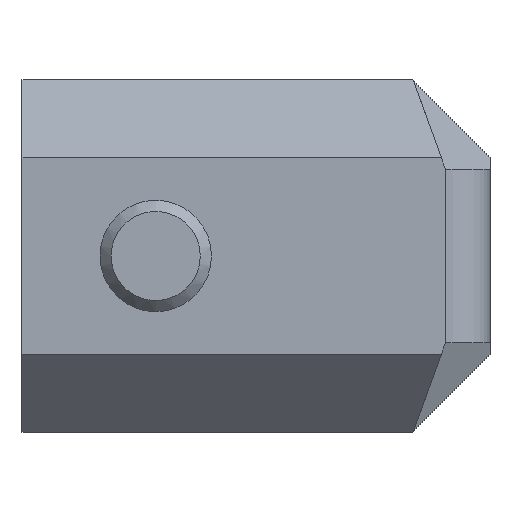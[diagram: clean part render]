
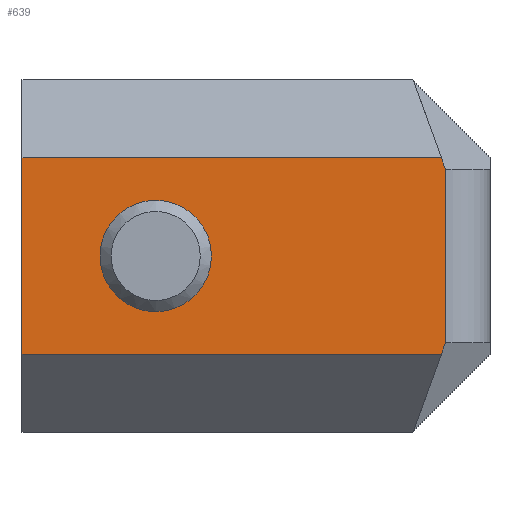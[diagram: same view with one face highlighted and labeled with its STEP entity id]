
A CAD part, front view. The second image highlights one B-rep face of the part: STEP entity #639.
In plain terms, the highlighted planar face has unit normal (0, -1, 0).
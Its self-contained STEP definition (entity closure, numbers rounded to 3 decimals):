
#639=ADVANCED_FACE('',(#720,#721),#722,.F.);
#720=FACE_BOUND('',#812,.T.);
#721=FACE_OUTER_BOUND('',#813,.T.);
#722=PLANE('',#814);
#812=EDGE_LOOP('',(#1075));
#813=EDGE_LOOP('',(#1076,#1077,#1078,#1079,#1080,#1081));
#814=AXIS2_PLACEMENT_3D('',#1082,#1083,#1084);
#1075=ORIENTED_EDGE('',*,*,#1236,.F.);
#1076=ORIENTED_EDGE('',*,*,#1223,.F.);
#1077=ORIENTED_EDGE('',*,*,#1231,.T.);
#1078=ORIENTED_EDGE('',*,*,#1237,.T.);
#1079=ORIENTED_EDGE('',*,*,#1200,.T.);
#1080=ORIENTED_EDGE('',*,*,#1173,.F.);
#1081=ORIENTED_EDGE('',*,*,#1234,.T.);
#1082=CARTESIAN_POINT('',(15.8,0.0,21.0));
#1083=DIRECTION('',(-0.0,1.0,0.0));
#1084=DIRECTION('',(1.0,0.0,0.0));
#1173=EDGE_CURVE('',#1288,#1291,#1292,.T.);
#1200=EDGE_CURVE('',#1339,#1291,#1340,.T.);
#1223=EDGE_CURVE('',#1376,#1378,#1379,.T.);
#1231=EDGE_CURVE('',#1376,#1389,#1391,.T.);
#1234=EDGE_CURVE('',#1288,#1378,#1394,.T.);
#1236=EDGE_CURVE('',#1396,#1396,#1397,.F.);
#1237=EDGE_CURVE('',#1389,#1339,#1398,.T.);
#1288=VERTEX_POINT('',#1504);
#1291=VERTEX_POINT('',#1507);
#1292=LINE('',#1508,#1509);
#1339=VERTEX_POINT('',#1580);
#1340=LINE('',#1581,#1582);
#1376=VERTEX_POINT('',#1636);
#1378=VERTEX_POINT('',#1639);
#1379=LINE('',#1640,#1641);
#1389=VERTEX_POINT('',#1657);
#1391=LINE('',#1660,#1661);
#1394=LINE('',#1666,#1667);
#1396=VERTEX_POINT('',#1670);
#1397=CIRCLE('',#1671,2.5);
#1398=LINE('',#1672,#1673);
#1504=CARTESIAN_POINT('',(11.8,0.0,2.0));
#1507=CARTESIAN_POINT('',(4.0,0.0,2.0));
#1508=CARTESIAN_POINT('',(15.8,0.0,2.0));
#1509=VECTOR('',#1713,1.0);
#1580=CARTESIAN_POINT('',(3.5,0.0,2.182));
#1581=CARTESIAN_POINT('',(0.0,0.0,3.456));
#1582=VECTOR('',#1744,1.0);
#1636=CARTESIAN_POINT('',(12.3,0.0,21.0));
#1639=CARTESIAN_POINT('',(12.3,0.0,2.182));
#1640=CARTESIAN_POINT('',(12.3,0.0,21.0));
#1641=VECTOR('',#1773,1.0);
#1657=CARTESIAN_POINT('',(3.5,0.,21.0));
#1660=CARTESIAN_POINT('',(15.8,0.0,21.0));
#1661=VECTOR('',#1781,1.0);
#1666=CARTESIAN_POINT('',(11.8,0.0,2.0));
#1667=VECTOR('',#1784,1.0);
#1670=CARTESIAN_POINT('',(7.9,0.0,17.5));
#1671=AXIS2_PLACEMENT_3D('',#1786,#1787,#1788);
#1672=CARTESIAN_POINT('',(3.5,0.0,21.0));
#1673=VECTOR('',#1789,1.0);
#1713=DIRECTION('',(-1.0,0.0,0.0));
#1744=DIRECTION('',(0.94,0.0,-0.342));
#1773=DIRECTION('',(0.0,0.0,-1.0));
#1781=DIRECTION('',(-1.0,0.0,0.0));
#1784=DIRECTION('',(0.94,0.0,0.342));
#1786=CARTESIAN_POINT('',(7.9,0.0,15.0));
#1787=DIRECTION('',(0.0,1.0,0.0));
#1788=DIRECTION('',(0.0,0.0,1.0));
#1789=DIRECTION('',(0.0,0.0,-1.0));
